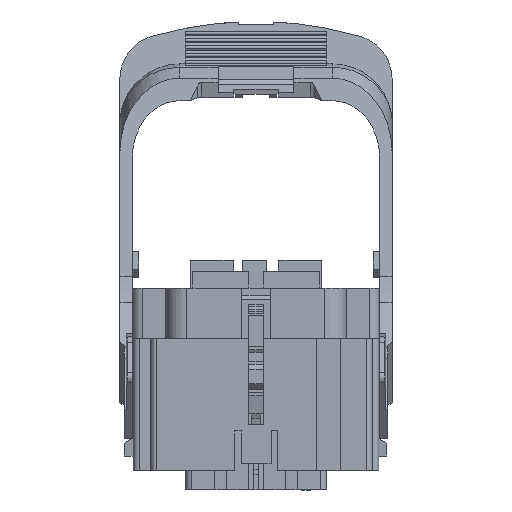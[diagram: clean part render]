
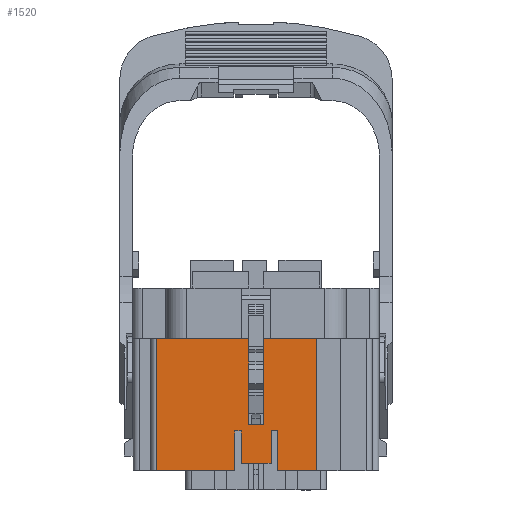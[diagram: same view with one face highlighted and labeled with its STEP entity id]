
A CAD part, front view. The second image highlights one B-rep face of the part: STEP entity #1520.
In plain terms, the highlighted planar face has unit normal (0, -1, 0).
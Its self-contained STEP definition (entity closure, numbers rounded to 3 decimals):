
#1520=ADVANCED_FACE('',(#6155),#3959,.F.);
#3959=PLANE('',#48437);
#6155=FACE_OUTER_BOUND('',#8641,.T.);
#8641=EDGE_LOOP('',(#12975,#12976,#12977,#12978,#12979,#12980,#12981,#12982,
#12983,#12984,#12985,#12986,#12987,#12988,#12989,#12990));
#12975=ORIENTED_EDGE('',*,*,#30505,.F.);
#12976=ORIENTED_EDGE('',*,*,#30506,.T.);
#12977=ORIENTED_EDGE('',*,*,#29427,.T.);
#12978=ORIENTED_EDGE('',*,*,#30507,.F.);
#12979=ORIENTED_EDGE('',*,*,#30508,.F.);
#12980=ORIENTED_EDGE('',*,*,#30509,.F.);
#12981=ORIENTED_EDGE('',*,*,#30510,.F.);
#12982=ORIENTED_EDGE('',*,*,#30511,.F.);
#12983=ORIENTED_EDGE('',*,*,#30512,.F.);
#12984=ORIENTED_EDGE('',*,*,#30513,.F.);
#12985=ORIENTED_EDGE('',*,*,#29392,.T.);
#12986=ORIENTED_EDGE('',*,*,#30514,.T.);
#12987=ORIENTED_EDGE('',*,*,#30497,.T.);
#12988=ORIENTED_EDGE('',*,*,#30515,.T.);
#12989=ORIENTED_EDGE('',*,*,#30516,.F.);
#12990=ORIENTED_EDGE('',*,*,#30517,.F.);
#24916=VERTEX_POINT('',#63996);
#24917=VERTEX_POINT('',#63998);
#24947=VERTEX_POINT('',#64068);
#24948=VERTEX_POINT('',#64069);
#25810=VERTEX_POINT('',#66295);
#25811=VERTEX_POINT('',#66297);
#25815=VERTEX_POINT('',#66311);
#25816=VERTEX_POINT('',#66312);
#25817=VERTEX_POINT('',#66315);
#25818=VERTEX_POINT('',#66317);
#25819=VERTEX_POINT('',#66319);
#25820=VERTEX_POINT('',#66321);
#25821=VERTEX_POINT('',#66323);
#25822=VERTEX_POINT('',#66325);
#25823=VERTEX_POINT('',#66329);
#25824=VERTEX_POINT('',#66331);
#29392=EDGE_CURVE('',#24917,#24916,#36158,.T.);
#29427=EDGE_CURVE('',#24947,#24948,#36191,.T.);
#30497=EDGE_CURVE('',#25811,#25810,#37069,.T.);
#30505=EDGE_CURVE('',#25815,#25816,#37076,.T.);
#30506=EDGE_CURVE('',#25815,#24947,#37077,.T.);
#30507=EDGE_CURVE('',#25817,#24948,#37078,.T.);
#30508=EDGE_CURVE('',#25818,#25817,#37079,.T.);
#30509=EDGE_CURVE('',#25819,#25818,#37080,.T.);
#30510=EDGE_CURVE('',#25820,#25819,#37081,.T.);
#30511=EDGE_CURVE('',#25821,#25820,#37082,.T.);
#30512=EDGE_CURVE('',#25822,#25821,#37083,.T.);
#30513=EDGE_CURVE('',#24917,#25822,#37084,.T.);
#30514=EDGE_CURVE('',#24916,#25811,#37085,.T.);
#30515=EDGE_CURVE('',#25810,#25823,#37086,.T.);
#30516=EDGE_CURVE('',#25824,#25823,#37087,.T.);
#30517=EDGE_CURVE('',#25816,#25824,#37088,.T.);
#36158=LINE('',#63997,#42226);
#36191=LINE('',#64067,#42259);
#37069=LINE('',#66296,#43139);
#37076=LINE('',#66310,#43146);
#37077=LINE('',#66313,#43147);
#37078=LINE('',#66314,#43148);
#37079=LINE('',#66316,#43149);
#37080=LINE('',#66318,#43150);
#37081=LINE('',#66320,#43151);
#37082=LINE('',#66322,#43152);
#37083=LINE('',#66324,#43153);
#37084=LINE('',#66326,#43154);
#37085=LINE('',#66327,#43155);
#37086=LINE('',#66328,#43156);
#37087=LINE('',#66330,#43157);
#37088=LINE('',#66332,#43158);
#42226=VECTOR('',#51455,1.);
#42259=VECTOR('',#51502,1.);
#43139=VECTOR('',#53088,1.);
#43146=VECTOR('',#53101,1.);
#43147=VECTOR('',#53102,1.);
#43148=VECTOR('',#53103,1.);
#43149=VECTOR('',#53104,1.);
#43150=VECTOR('',#53105,1.);
#43151=VECTOR('',#53106,1.);
#43152=VECTOR('',#53107,1.);
#43153=VECTOR('',#53108,1.);
#43154=VECTOR('',#53109,1.);
#43155=VECTOR('',#53110,1.);
#43156=VECTOR('',#53111,1.);
#43157=VECTOR('',#53112,1.);
#43158=VECTOR('',#53113,1.);
#48437=AXIS2_PLACEMENT_3D('',#66333,#53114,#53115);
#51455=DIRECTION('',(1.,0.,0.));
#51502=DIRECTION('',(1.,0.,0.));
#53088=DIRECTION('',(-1.,0.,0.));
#53101=DIRECTION('',(1.,0.,0.));
#53102=DIRECTION('',(0.,0.,-1.));
#53103=DIRECTION('',(0.,0.,-1.));
#53104=DIRECTION('',(-1.,0.,0.));
#53105=DIRECTION('',(0.,0.,1.));
#53106=DIRECTION('',(-1.,0.,0.));
#53107=DIRECTION('',(0.,0.,-1.));
#53108=DIRECTION('',(-1.,0.,0.));
#53109=DIRECTION('',(0.,0.,1.));
#53110=DIRECTION('',(0.,0.,1.));
#53111=DIRECTION('',(0.,0.,-1.));
#53112=DIRECTION('',(1.,0.,0.));
#53113=DIRECTION('',(0.,0.,-1.));
#53114=DIRECTION('',(0.,1.,0.));
#53115=DIRECTION('',(-1.,0.,0.));
#63996=CARTESIAN_POINT('',(10.21,-34.1,-0.301));
#63997=CARTESIAN_POINT('',(20.7,-34.1,-0.301));
#63998=CARTESIAN_POINT('',(3.65,-34.1,-0.301));
#64067=CARTESIAN_POINT('',(20.5,-34.1,-0.301));
#64068=CARTESIAN_POINT('',(-16.686,-34.1,-0.301));
#64069=CARTESIAN_POINT('',(-3.6,-34.1,-0.301));
#66295=CARTESIAN_POINT('',(1.3,-34.1,21.85));
#66296=CARTESIAN_POINT('',(-15.15,-34.1,21.85));
#66297=CARTESIAN_POINT('',(10.21,-34.1,21.85));
#66310=CARTESIAN_POINT('',(-20.4,-34.1,21.85));
#66311=CARTESIAN_POINT('',(-16.686,-34.1,21.85));
#66312=CARTESIAN_POINT('',(-1.25,-34.1,21.85));
#66313=CARTESIAN_POINT('',(-16.686,-34.1,-0.301));
#66314=CARTESIAN_POINT('',(-3.6,-34.1,0.95));
#66315=CARTESIAN_POINT('',(-3.6,-34.1,6.4));
#66316=CARTESIAN_POINT('',(-2.475,-34.1,6.4));
#66317=CARTESIAN_POINT('',(-2.475,-34.1,6.4));
#66318=CARTESIAN_POINT('',(-2.475,-34.1,0.95));
#66319=CARTESIAN_POINT('',(-2.475,-34.1,0.95));
#66320=CARTESIAN_POINT('',(2.525,-34.1,0.95));
#66321=CARTESIAN_POINT('',(2.525,-34.1,0.95));
#66322=CARTESIAN_POINT('',(2.525,-34.1,-0.301));
#66323=CARTESIAN_POINT('',(2.525,-34.1,6.4));
#66324=CARTESIAN_POINT('',(-2.475,-34.1,6.4));
#66325=CARTESIAN_POINT('',(3.65,-34.1,6.4));
#66326=CARTESIAN_POINT('',(3.65,-34.1,-0.301));
#66327=CARTESIAN_POINT('',(10.21,-34.1,202.965));
#66328=CARTESIAN_POINT('',(1.3,-34.1,19.5));
#66329=CARTESIAN_POINT('',(1.3,-34.1,7.5));
#66330=CARTESIAN_POINT('',(1.3,-34.1,7.5));
#66331=CARTESIAN_POINT('',(-1.25,-34.1,7.5));
#66332=CARTESIAN_POINT('',(-1.25,-34.1,7.5));
#66333=CARTESIAN_POINT('',(-20.4,-34.1,-0.301));
